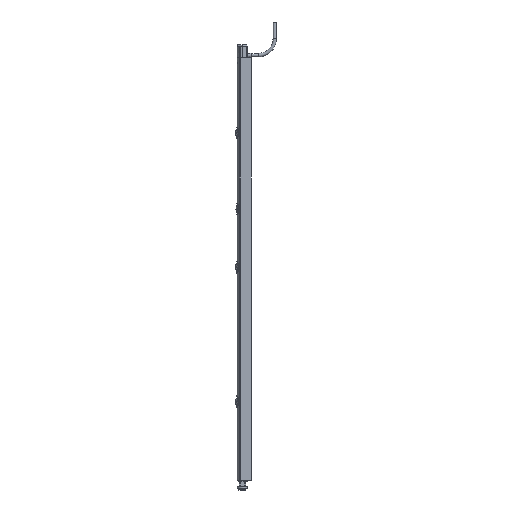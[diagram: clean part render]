
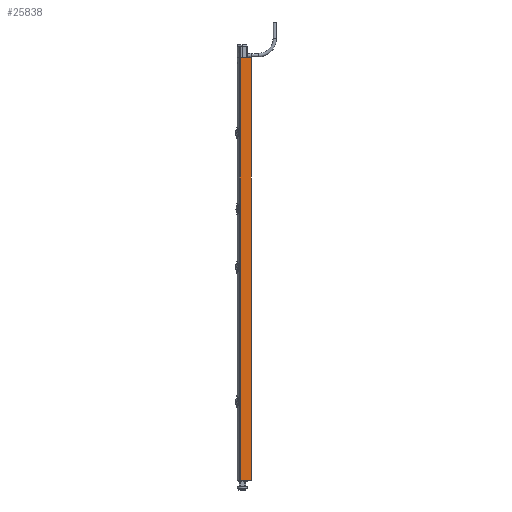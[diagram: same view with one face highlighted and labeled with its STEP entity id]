
A CAD part, left-side view. The second image highlights one B-rep face of the part: STEP entity #25838.
In plain terms, the highlighted planar face has unit normal (-1, 0, 0).
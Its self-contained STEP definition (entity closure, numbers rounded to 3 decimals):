
#3416=DIRECTION('',(0.,-1.,0.));
#3417=VECTOR('',#3416,13.223);
#3418=CARTESIAN_POINT('',(-6.,4.973,-256.95));
#3419=LINE('',#3418,#3417);
#3509=DIRECTION('',(0.,0.,-1.));
#3510=VECTOR('',#3509,509.45);
#3511=CARTESIAN_POINT('',(-6.,4.973,252.5));
#3512=LINE('',#3511,#3510);
#8498=DIRECTION('',(0.,-1.,0.));
#8499=VECTOR('',#8498,13.223);
#8500=CARTESIAN_POINT('',(-6.,4.973,252.5));
#8501=LINE('',#8500,#8499);
#8665=DIRECTION('',(0.,0.,1.));
#8666=VECTOR('',#8665,509.45);
#8667=CARTESIAN_POINT('',(-6.,-8.25,-256.95));
#8668=LINE('',#8667,#8666);
#21346=CARTESIAN_POINT('',(-6.,-8.25,-256.95));
#21347=CARTESIAN_POINT('',(-6.,-8.25,252.5));
#21348=VERTEX_POINT('',#21346);
#21349=VERTEX_POINT('',#21347);
#21386=CARTESIAN_POINT('',(-6.,4.973,-256.95));
#21387=VERTEX_POINT('',#21386);
#21390=CARTESIAN_POINT('',(-6.,4.973,252.5));
#21391=VERTEX_POINT('',#21390);
#25824=CARTESIAN_POINT('',(-6.,5.317,-256.95));
#25825=DIRECTION('',(-1.,0.,0.));
#25826=DIRECTION('',(0.,-1.,0.));
#25827=AXIS2_PLACEMENT_3D('',#25824,#25825,#25826);
#25828=PLANE('',#25827);
#25829=ORIENTED_EDGE('',*,*,#25761,.F.);
#25831=ORIENTED_EDGE('',*,*,#25830,.F.);
#25833=ORIENTED_EDGE('',*,*,#25832,.T.);
#25835=ORIENTED_EDGE('',*,*,#25834,.F.);
#25836=EDGE_LOOP('',(#25829,#25831,#25833,#25835));
#25837=FACE_OUTER_BOUND('',#25836,.F.);
#25838=ADVANCED_FACE('',(#25837),#25828,.T.);
#25761=EDGE_CURVE('',#21387,#21348,#3419,.T.);
#25830=EDGE_CURVE('',#21391,#21387,#3512,.T.);
#25832=EDGE_CURVE('',#21391,#21349,#8501,.T.);
#25834=EDGE_CURVE('',#21348,#21349,#8668,.T.);
